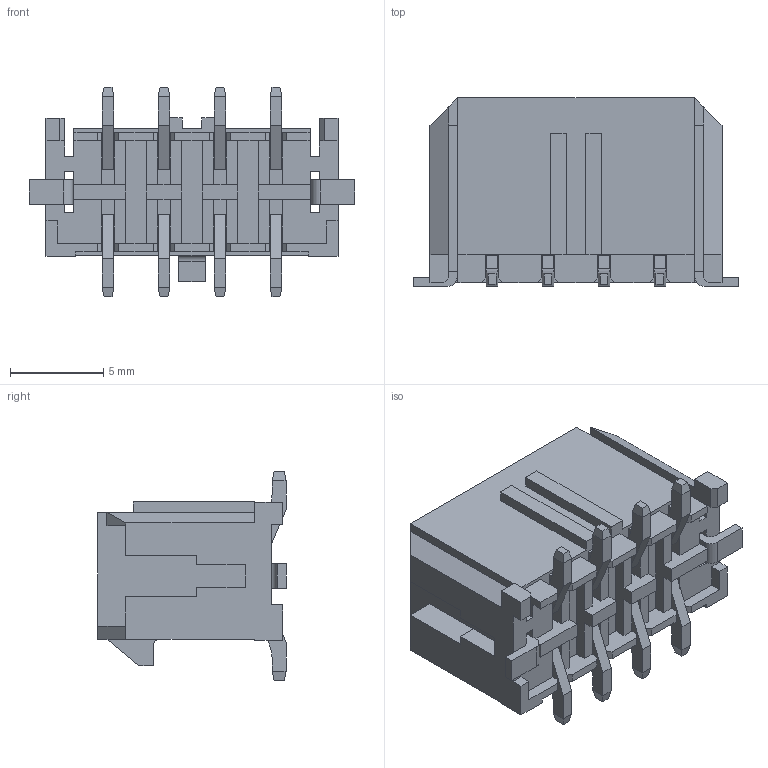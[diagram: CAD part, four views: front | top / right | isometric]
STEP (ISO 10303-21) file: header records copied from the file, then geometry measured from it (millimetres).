
FILE_DESCRIPTION((''),'2;1');
FILE_NAME('FWF30016-D08','2022-02-21T',('工程三'),(''),'PRO/ENGINEER BY PARAMETRIC TECHNOLOGY CORPORATION, 2010280','PRO/ENGINEER BY PARAMETRIC TECHNOLOGY CORPORATION, 2010280','');
FILE_SCHEMA(('CONFIG_CONTROL_DESIGN'));
Length unit declared in the file: millimetre
Products named in the file (1): FWF30016-D08
Bounding box: 17.45 x 10.11 x 11.2 mm (x, y, z)
Volume: 565.7 mm3; surface area: 1662.7 mm2
Topology: 1 solids, 1 shells, 423 faces, 1124 edges, 724 vertices
Faces by surface type: plane 410, cylinder 13
Entity records: 12822 total; most frequent: CARTESIAN_POINT 2271, ORIENTED_EDGE 2248, DIRECTION 1996, EDGE_CURVE 1124, VECTOR 1098, LINE 1098, VERTEX_POINT 724, AXIS2_PLACEMENT_3D 449
